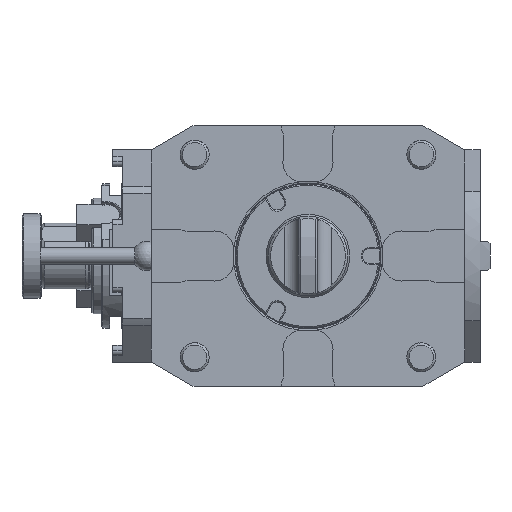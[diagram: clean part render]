
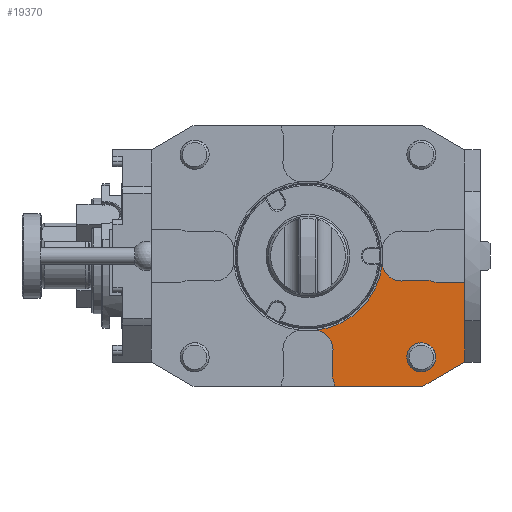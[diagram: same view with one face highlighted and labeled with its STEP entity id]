
A CAD part, front view. The second image highlights one B-rep face of the part: STEP entity #19370.
In plain terms, the highlighted planar face has unit normal (0, -1, 0).
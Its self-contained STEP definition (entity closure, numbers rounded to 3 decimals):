
#214 = CARTESIAN_POINT ( 'NONE',  ( 47., 43., -36. ) ) ;
#439 = ORIENTED_EDGE ( 'NONE', *, *, #14116, .T. ) ;
#911 = CARTESIAN_POINT ( 'NONE',  ( 65., 43., -44. ) ) ;
#1345 = CARTESIAN_POINT ( 'NONE',  ( 11., 43., -54. ) ) ;
#1409 = CARTESIAN_POINT ( 'NONE',  ( 3.166, 43., -30.787 ) ) ;
#1543 = VERTEX_POINT ( 'NONE', #2984 ) ;
#1723 = VERTEX_POINT ( 'NONE', #38312 ) ;
#1860 = AXIS2_PLACEMENT_3D ( 'NONE', #26162, #22460, #42151 ) ;
#2354 = PLANE ( 'NONE',  #41491 ) ;
#2425 = CIRCLE ( 'NONE', #11523, 8. ) ;
#2564 = CARTESIAN_POINT ( 'NONE',  ( 41.248, 43., -10. ) ) ;
#2645 = CARTESIAN_POINT ( 'NONE',  ( 0., 43., 0. ) ) ;
#2984 = CARTESIAN_POINT ( 'NONE',  ( 54., 43., -11. ) ) ;
#5503 = DIRECTION ( 'NONE',  ( 0., 0., 1. ) ) ;
#5554 = DIRECTION ( 'NONE',  ( 0., 1., 0. ) ) ;
#5663 = VECTOR ( 'NONE', #18356, 1000. ) ;
#6177 = CARTESIAN_POINT ( 'NONE',  ( 54., 43., -3. ) ) ;
#6550 = DIRECTION ( 'NONE',  ( 1., 0., 0. ) ) ;
#6564 = CARTESIAN_POINT ( 'NONE',  ( 30.787, 43., -3.166 ) ) ;
#6889 = CARTESIAN_POINT ( 'NONE',  ( 65., 43., -11. ) ) ;
#7025 = ORIENTED_EDGE ( 'NONE', *, *, #10147, .F. ) ;
#7863 = VERTEX_POINT ( 'NONE', #911 ) ;
#8327 = CIRCLE ( 'NONE', #41063, 8. ) ;
#8482 = FACE_BOUND ( 'NONE', #33011, .T. ) ;
#9580 = VERTEX_POINT ( 'NONE', #36187 ) ;
#9684 = EDGE_CURVE ( 'NONE', #9580, #20209, #13280, .T. ) ;
#9963 = CIRCLE ( 'NONE', #11351, 6. ) ;
#10147 = EDGE_CURVE ( 'NONE', #42754, #7863, #25984, .T. ) ;
#10617 = ORIENTED_EDGE ( 'NONE', *, *, #16772, .T. ) ;
#11095 = CARTESIAN_POINT ( 'NONE',  ( 10., 43., -41.248 ) ) ;
#11351 = AXIS2_PLACEMENT_3D ( 'NONE', #42420, #5554, #21897 ) ;
#11384 = DIRECTION ( 'NONE',  ( 1., 0., 0. ) ) ;
#11523 = AXIS2_PLACEMENT_3D ( 'NONE', #33534, #27196, #16942 ) ;
#12536 = VERTEX_POINT ( 'NONE', #1345 ) ;
#12938 = DIRECTION ( 'NONE',  ( 0., 0., 1. ) ) ;
#12972 = ORIENTED_EDGE ( 'NONE', *, *, #20921, .T. ) ;
#13280 = LINE ( 'NONE', #11095, #19230 ) ;
#13399 = EDGE_CURVE ( 'NONE', #35397, #41909, #25340, .T. ) ;
#13414 = CARTESIAN_POINT ( 'NONE',  ( -65., 43., -54. ) ) ;
#14116 = EDGE_CURVE ( 'NONE', #38459, #42872, #31064, .T. ) ;
#15314 = CARTESIAN_POINT ( 'NONE',  ( 50.127, 43., -10. ) ) ;
#16022 = DIRECTION ( 'NONE',  ( 0.866, 0., 0.5 ) ) ;
#16097 = EDGE_CURVE ( 'NONE', #12536, #20209, #33888, .T. ) ;
#16772 = EDGE_CURVE ( 'NONE', #12536, #1723, #27705, .T. ) ;
#16776 = VERTEX_POINT ( 'NONE', #214 ) ;
#16942 = DIRECTION ( 'NONE',  ( 0., 0., -1. ) ) ;
#17551 = EDGE_CURVE ( 'NONE', #1723, #7863, #35921, .T. ) ;
#17720 = ORIENTED_EDGE ( 'NONE', *, *, #30946, .F. ) ;
#18140 = CARTESIAN_POINT ( 'NONE',  ( 54., 43., -11. ) ) ;
#18253 = ORIENTED_EDGE ( 'NONE', *, *, #17551, .T. ) ;
#18356 = DIRECTION ( 'NONE',  ( 1., 0., 0. ) ) ;
#19204 = VECTOR ( 'NONE', #11384, 1000. ) ;
#19230 = VECTOR ( 'NONE', #21071, 1000. ) ;
#19370 = ADVANCED_FACE ( 'Defeature completata1_18', ( #8482, #38376 ), #2354, .F. ) ;
#20155 = EDGE_CURVE ( 'NONE', #1543, #41909, #8327, .T. ) ;
#20209 = VERTEX_POINT ( 'NONE', #31297 ) ;
#20921 = EDGE_CURVE ( 'NONE', #16776, #16776, #9963, .T. ) ;
#21071 = DIRECTION ( 'NONE',  ( 0., 0., -1. ) ) ;
#21685 = ORIENTED_EDGE ( 'NONE', *, *, #16097, .F. ) ;
#21766 = DIRECTION ( 'NONE',  ( 0., 0., 1. ) ) ;
#21897 = DIRECTION ( 'NONE',  ( 0., 0., 1. ) ) ;
#22460 = DIRECTION ( 'NONE',  ( 0., -1., 0. ) ) ;
#22514 = CARTESIAN_POINT ( 'NONE',  ( 65., 43., 54. ) ) ;
#22764 = AXIS2_PLACEMENT_3D ( 'NONE', #40698, #27571, #30624 ) ;
#23193 = CARTESIAN_POINT ( 'NONE',  ( 134.603, 43., -3.815 ) ) ;
#25340 = LINE ( 'NONE', #41981, #29608 ) ;
#25351 = DIRECTION ( 'NONE',  ( 0., 0., -1. ) ) ;
#25725 = DIRECTION ( 'NONE',  ( 0., 1., 0. ) ) ;
#25984 = LINE ( 'NONE', #22514, #26716 ) ;
#26162 = CARTESIAN_POINT ( 'NONE',  ( 3., 43., -54. ) ) ;
#26716 = VECTOR ( 'NONE', #25351, 1000. ) ;
#27196 = DIRECTION ( 'NONE',  ( 0., -1., 0. ) ) ;
#27265 = ORIENTED_EDGE ( 'NONE', *, *, #39789, .T. ) ;
#27571 = DIRECTION ( 'NONE',  ( 0., 1., 0. ) ) ;
#27584 = VECTOR ( 'NONE', #16022, 1000. ) ;
#27705 = LINE ( 'NONE', #13414, #19204 ) ;
#29608 = VECTOR ( 'NONE', #6550, 1000. ) ;
#30624 = DIRECTION ( 'NONE',  ( 0., 0., 1. ) ) ;
#30819 = EDGE_LOOP ( 'NONE', ( #10617, #18253, #7025, #32491, #42404, #35110, #27265, #439, #17720, #38991, #21685 ) ) ;
#30946 = EDGE_CURVE ( 'NONE', #9580, #42872, #2425, .T. ) ;
#31064 = CIRCLE ( 'NONE', #39474, 30.949 ) ;
#31113 = CIRCLE ( 'NONE', #22764, 8. ) ;
#31233 = LINE ( 'NONE', #18140, #5663 ) ;
#31297 = CARTESIAN_POINT ( 'NONE',  ( 10., 43., -50.127 ) ) ;
#32491 = ORIENTED_EDGE ( 'NONE', *, *, #32656, .F. ) ;
#32656 = EDGE_CURVE ( 'NONE', #1543, #42754, #31233, .T. ) ;
#33011 = EDGE_LOOP ( 'NONE', ( #12972 ) ) ;
#33534 = CARTESIAN_POINT ( 'NONE',  ( 2.4, 43., -38.75 ) ) ;
#33888 = CIRCLE ( 'NONE', #1860, 8. ) ;
#35110 = ORIENTED_EDGE ( 'NONE', *, *, #13399, .F. ) ;
#35397 = VERTEX_POINT ( 'NONE', #2564 ) ;
#35921 = LINE ( 'NONE', #23193, #27584 ) ;
#36187 = CARTESIAN_POINT ( 'NONE',  ( 10., 43., -41.248 ) ) ;
#38312 = CARTESIAN_POINT ( 'NONE',  ( 47.679, 43., -54. ) ) ;
#38376 = FACE_OUTER_BOUND ( 'NONE', #30819, .T. ) ;
#38459 = VERTEX_POINT ( 'NONE', #6564 ) ;
#38586 = CARTESIAN_POINT ( 'NONE',  ( 132.4, 43., 0. ) ) ;
#38991 = ORIENTED_EDGE ( 'NONE', *, *, #9684, .T. ) ;
#39216 = DIRECTION ( 'NONE',  ( 0., 1., 0. ) ) ;
#39474 = AXIS2_PLACEMENT_3D ( 'NONE', #2645, #25725, #5503 ) ;
#39789 = EDGE_CURVE ( 'NONE', #35397, #38459, #31113, .T. ) ;
#40698 = CARTESIAN_POINT ( 'NONE',  ( 38.75, 43., -2.4 ) ) ;
#41063 = AXIS2_PLACEMENT_3D ( 'NONE', #6177, #42615, #12938 ) ;
#41491 = AXIS2_PLACEMENT_3D ( 'NONE', #38586, #39216, #21766 ) ;
#41909 = VERTEX_POINT ( 'NONE', #15314 ) ;
#41981 = CARTESIAN_POINT ( 'NONE',  ( 41.248, 43., -10. ) ) ;
#42151 = DIRECTION ( 'NONE',  ( 0., 0., -1. ) ) ;
#42404 = ORIENTED_EDGE ( 'NONE', *, *, #20155, .T. ) ;
#42420 = CARTESIAN_POINT ( 'NONE',  ( 47., 43., -42. ) ) ;
#42615 = DIRECTION ( 'NONE',  ( 0., 1., 0. ) ) ;
#42754 = VERTEX_POINT ( 'NONE', #6889 ) ;
#42872 = VERTEX_POINT ( 'NONE', #1409 ) ;
